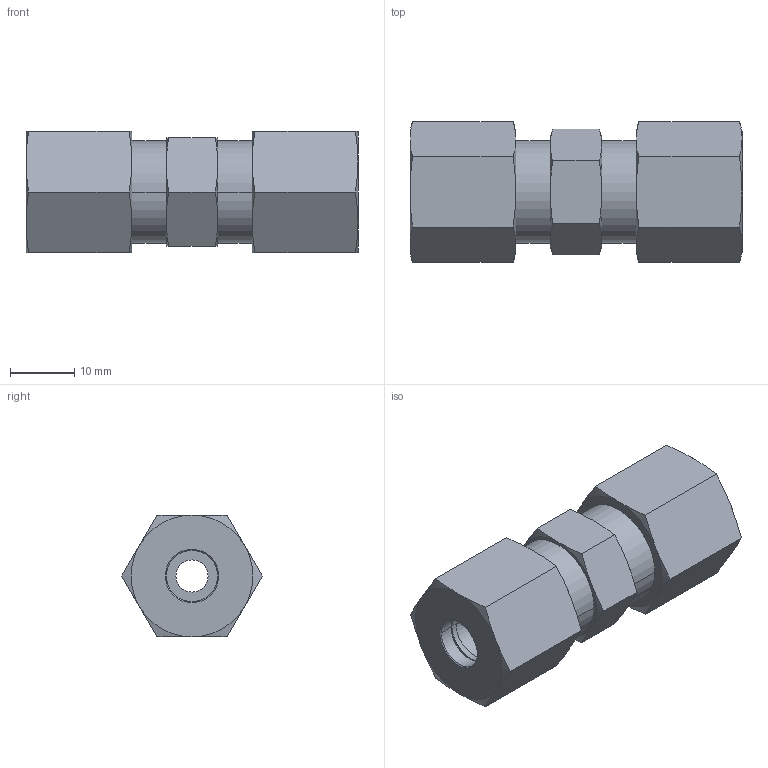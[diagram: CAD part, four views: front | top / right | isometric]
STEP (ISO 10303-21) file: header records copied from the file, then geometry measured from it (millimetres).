
FILE_DESCRIPTION((''),'2;1');
FILE_NAME('ILCM43000002','2009-07-23T',('mes'),(''),'PRO/ENGINEER BY PARAMETRIC TECHNOLOGY CORPORATION, 2007460','PRO/ENGINEER BY PARAMETRIC TECHNOLOGY CORPORATION, 2007460','');
FILE_SCHEMA(('AUTOMOTIVE_DESIGN_CC2 { 1 2 10303 214 -1 1 5 2 }'));
Length unit declared in the file: inch
Products named in the file (1): ILCM43000002
Bounding box: 51.8 x 21.94 x 19 mm (x, y, z)
Volume: 11568.6 mm3; surface area: 6450.9 mm2
Topology: 1 solids, 3 shells, 132 faces, 282 edges, 166 vertices
Faces by surface type: cone 68, plane 34, cylinder 30
Entity records: 5004 total; most frequent: CARTESIAN_POINT 1144, DIRECTION 604, ORIENTED_EDGE 564, EDGE_CURVE 282, AXIS2_PLACEMENT_3D 262, VERTEX_POINT 166, EDGE_LOOP 148, FACE_OUTER_BOUND 132
